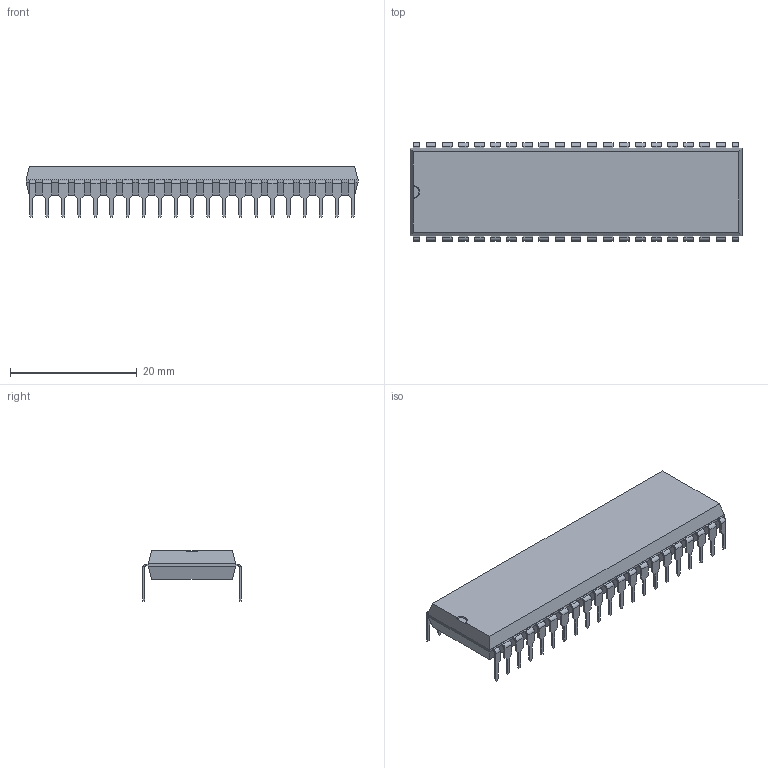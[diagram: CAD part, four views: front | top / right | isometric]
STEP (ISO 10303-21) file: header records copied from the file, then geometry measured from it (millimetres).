
FILE_DESCRIPTION(('STEP AP214'), '1');
FILE_NAME('DIP_package', '2018-05-07T10:41:23', ('Egor'), (''), 'ASCON STEP Converter 1.3', 'ASCON Math Kernel', '');
FILE_SCHEMA(('AUTOMOTIVE_DESIGN { 1 0 10303 214 3 1 1}'));
Length unit declared in the file: millimetre
Bounding box: 52.4 x 15.49 x 8 mm (x, y, z)
Volume: 3174.2 mm3; surface area: 2543.8 mm2
Topology: 1 solids, 1 shells, 640 faces, 1780 edges, 1184 vertices
Faces by surface type: plane 555, cylinder 84, cone 1
Entity records: 25378 total; most frequent: CARTESIAN_POINT 3613, ORIENTED_EDGE 3560, DIRECTION 3230, EDGE_CURVE 1780, LINE 1608, VECTOR 1608, VERTEX_POINT 1184, AXIS2_PLACEMENT_3D 811
